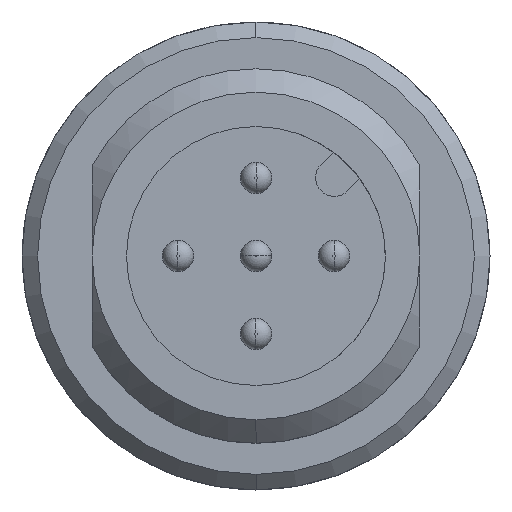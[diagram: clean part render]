
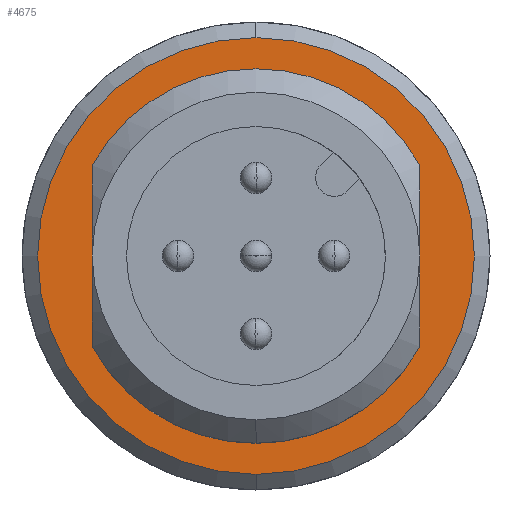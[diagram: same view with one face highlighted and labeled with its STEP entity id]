
A CAD part, left-side view. The second image highlights one B-rep face of the part: STEP entity #4675.
In plain terms, the highlighted planar face has unit normal (-1, 0, 0).
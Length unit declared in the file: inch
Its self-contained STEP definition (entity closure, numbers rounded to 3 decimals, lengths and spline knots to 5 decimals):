
#14 = CARTESIAN_POINT ( 'NONE',  ( -0.24803, 0.25591, 0. ) ) ;
#85 = ORIENTED_EDGE ( 'NONE', *, *, #4511, .T. ) ;
#92 = ORIENTED_EDGE ( 'NONE', *, *, #1323, .T. ) ;
#231 = DIRECTION ( 'NONE',  ( 0., 0., 1. ) ) ;
#395 = VERTEX_POINT ( 'NONE', #864 ) ;
#488 = CIRCLE ( 'NONE', #5143, 0.23622 ) ;
#585 = LINE ( 'NONE', #673, #2540 ) ;
#664 = EDGE_CURVE ( 'NONE', #4597, #2334, #488, .T. ) ;
#673 = CARTESIAN_POINT ( 'NONE',  ( -0.24803, 0.20669, 0. ) ) ;
#695 = CIRCLE ( 'NONE', #2846, 0.27559 ) ;
#702 = CARTESIAN_POINT ( 'NONE',  ( -0.24803, 0.20669, 0.11436 ) ) ;
#728 = CARTESIAN_POINT ( 'NONE',  ( -0.24803, 0., 0.23622 ) ) ;
#734 = ORIENTED_EDGE ( 'NONE', *, *, #1845, .F. ) ;
#848 = ORIENTED_EDGE ( 'NONE', *, *, #5773, .T. ) ;
#864 = CARTESIAN_POINT ( 'NONE',  ( -0.24803, -0.20669, 0.11436 ) ) ;
#909 = CARTESIAN_POINT ( 'NONE',  ( -0.24803, 0., 0.27559 ) ) ;
#950 = PLANE ( 'NONE',  #1311 ) ;
#1038 = EDGE_CURVE ( 'NONE', #2379, #4597, #585, .T. ) ;
#1050 = CARTESIAN_POINT ( 'NONE',  ( -0.24803, 0., 0. ) ) ;
#1311 = AXIS2_PLACEMENT_3D ( 'NONE', #14, #1340, #5112 ) ;
#1323 = EDGE_CURVE ( 'NONE', #5577, #2379, #3318, .T. ) ;
#1340 = DIRECTION ( 'NONE',  ( -1., 0., 0. ) ) ;
#1816 = AXIS2_PLACEMENT_3D ( 'NONE', #2435, #2498, #5676 ) ;
#1845 = EDGE_CURVE ( 'NONE', #2174, #5041, #695, .T. ) ;
#1966 = DIRECTION ( 'NONE',  ( 0., 0., -1. ) ) ;
#2003 = ORIENTED_EDGE ( 'NONE', *, *, #4412, .F. ) ;
#2174 = VERTEX_POINT ( 'NONE', #3383 ) ;
#2267 = DIRECTION ( 'NONE',  ( 0., 0., 1. ) ) ;
#2284 = EDGE_LOOP ( 'NONE', ( #734, #2003 ) ) ;
#2334 = VERTEX_POINT ( 'NONE', #728 ) ;
#2360 = FACE_OUTER_BOUND ( 'NONE', #2284, .T. ) ;
#2379 = VERTEX_POINT ( 'NONE', #2564 ) ;
#2435 = CARTESIAN_POINT ( 'NONE',  ( -0.24803, 0., 0. ) ) ;
#2454 = DIRECTION ( 'NONE',  ( 0., 0., 1. ) ) ;
#2455 = DIRECTION ( 'NONE',  ( 1., 0., 0. ) ) ;
#2498 = DIRECTION ( 'NONE',  ( 1., 0., 0. ) ) ;
#2540 = VECTOR ( 'NONE', #2454, 39.37008 ) ;
#2564 = CARTESIAN_POINT ( 'NONE',  ( -0.24803, 0.20669, -0.11436 ) ) ;
#2846 = AXIS2_PLACEMENT_3D ( 'NONE', #5849, #3548, #4888 ) ;
#2897 = ORIENTED_EDGE ( 'NONE', *, *, #1038, .T. ) ;
#3085 = CARTESIAN_POINT ( 'NONE',  ( -0.24803, -0.20669, 0. ) ) ;
#3160 = CIRCLE ( 'NONE', #5865, 0.27559 ) ;
#3264 = CARTESIAN_POINT ( 'NONE',  ( -0.24803, 0., 0. ) ) ;
#3318 = CIRCLE ( 'NONE', #4287, 0.23622 ) ;
#3383 = CARTESIAN_POINT ( 'NONE',  ( -0.24803, 0., -0.27559 ) ) ;
#3548 = DIRECTION ( 'NONE',  ( 1., 0., 0. ) ) ;
#3836 = ORIENTED_EDGE ( 'NONE', *, *, #664, .T. ) ;
#4047 = CIRCLE ( 'NONE', #1816, 0.23622 ) ;
#4287 = AXIS2_PLACEMENT_3D ( 'NONE', #3264, #4696, #2267 ) ;
#4393 = CARTESIAN_POINT ( 'NONE',  ( -0.24803, 0., 0. ) ) ;
#4412 = EDGE_CURVE ( 'NONE', #5041, #2174, #3160, .T. ) ;
#4455 = LINE ( 'NONE', #3085, #5869 ) ;
#4511 = EDGE_CURVE ( 'NONE', #395, #5577, #4455, .T. ) ;
#4595 = CARTESIAN_POINT ( 'NONE',  ( -0.24803, -0.20669, -0.11436 ) ) ;
#4597 = VERTEX_POINT ( 'NONE', #702 ) ;
#4675 = ADVANCED_FACE ( 'NONE', ( #5504, #2360 ), #950, .T. ) ;
#4696 = DIRECTION ( 'NONE',  ( 1., 0., 0. ) ) ;
#4770 = DIRECTION ( 'NONE',  ( 1., 0., 0. ) ) ;
#4888 = DIRECTION ( 'NONE',  ( 0., 0., -1. ) ) ;
#5041 = VERTEX_POINT ( 'NONE', #909 ) ;
#5112 = DIRECTION ( 'NONE',  ( 0., 0., 1. ) ) ;
#5143 = AXIS2_PLACEMENT_3D ( 'NONE', #1050, #4770, #231 ) ;
#5240 = EDGE_LOOP ( 'NONE', ( #92, #2897, #3836, #848, #85 ) ) ;
#5440 = DIRECTION ( 'NONE',  ( 0., 0., -1. ) ) ;
#5504 = FACE_BOUND ( 'NONE', #5240, .T. ) ;
#5577 = VERTEX_POINT ( 'NONE', #4595 ) ;
#5676 = DIRECTION ( 'NONE',  ( 0., 0., 1. ) ) ;
#5773 = EDGE_CURVE ( 'NONE', #2334, #395, #4047, .T. ) ;
#5849 = CARTESIAN_POINT ( 'NONE',  ( -0.24803, 0., 0. ) ) ;
#5865 = AXIS2_PLACEMENT_3D ( 'NONE', #4393, #2455, #1966 ) ;
#5869 = VECTOR ( 'NONE', #5440, 39.37008 ) ;
